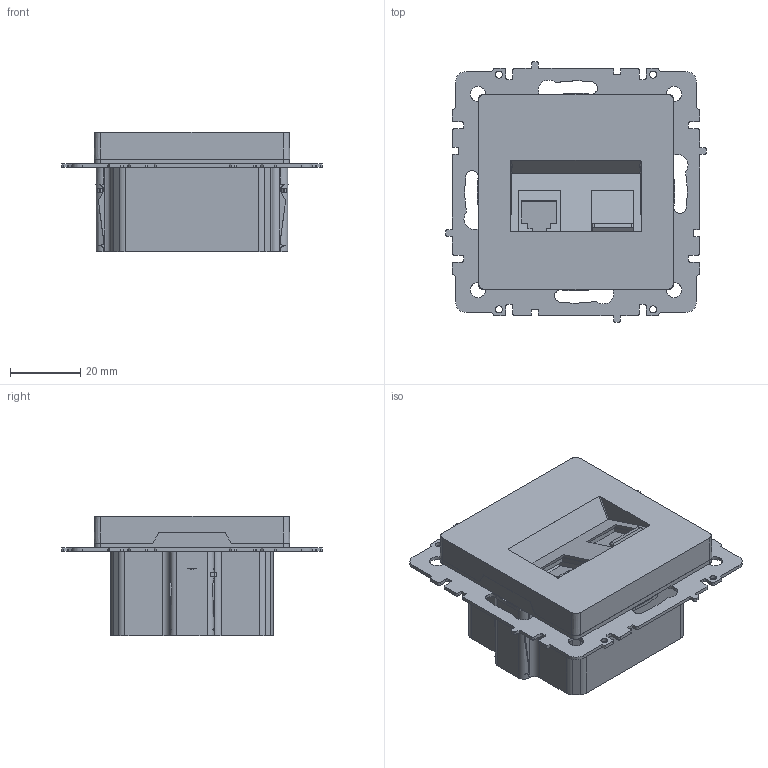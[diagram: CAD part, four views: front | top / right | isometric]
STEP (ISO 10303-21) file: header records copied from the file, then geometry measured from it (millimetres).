
FILE_DESCRIPTION (( 'STEP AP214' ), '1' );
FILE_NAME ('BRITE ﾐ鰀. 葢鵫浯 RJ11+RJ45.STEP', '2025-04-08T14:13:56', ( '' ), ( '' ), 'SwSTEP 2.0', 'SolidWorks 2022', '' );
FILE_SCHEMA (( 'AUTOMOTIVE_DESIGN' ));
Length unit declared in the file: millimetre
Products named in the file (1): BRITE Роз. двойная RJ11+RJ45
Bounding box: 74.4 x 74.4 x 34.01 mm (x, y, z)
Volume: 80435.6 mm3; surface area: 22335 mm2
Topology: 1 solids, 18 shells, 830 faces, 2390 edges, 1583 vertices
Faces by surface type: plane 573, cylinder 197, bspline 38, torus 12, cone 10
Entity records: 30330 total; most frequent: CARTESIAN_POINT 8662, ORIENTED_EDGE 4780, DIRECTION 4176, EDGE_CURVE 2390, LINE 1768, VECTOR 1768, VERTEX_POINT 1583, AXIS2_PLACEMENT_3D 1204
